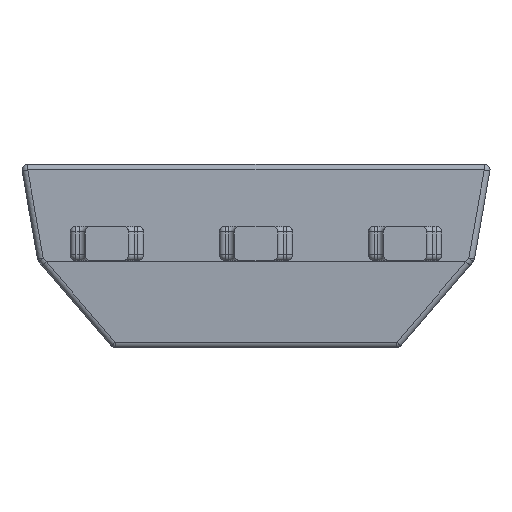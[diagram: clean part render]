
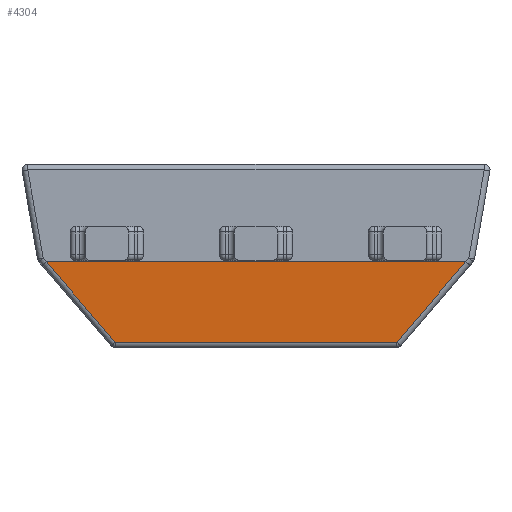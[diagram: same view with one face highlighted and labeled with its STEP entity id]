
A CAD part, front view. The second image highlights one B-rep face of the part: STEP entity #4304.
In plain terms, the highlighted planar face has unit normal (0, -0.999, -0.052).
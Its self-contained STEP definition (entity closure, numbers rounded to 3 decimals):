
#8 = EDGE_CURVE ( 'NONE', #2242, #9068, #1791, .T. ) ;
#119 = DIRECTION ( 'NONE',  ( 0.651, -0.04, 0.758 ) ) ;
#186 = ORIENTED_EDGE ( 'NONE', *, *, #8, .T. ) ;
#249 = CARTESIAN_POINT ( 'NONE',  ( -1.828, 0., -0.85 ) ) ;
#684 = CARTESIAN_POINT ( 'NONE',  ( -1.829, 0., -0.851 ) ) ;
#751 = LINE ( 'NONE', #4169, #8067 ) ;
#1004 = EDGE_LOOP ( 'NONE', ( #5726, #6767, #2139, #5688, #186, #1377 ) ) ;
#1234 = CARTESIAN_POINT ( 'NONE',  ( 1.829, 0., -0.851 ) ) ;
#1377 = ORIENTED_EDGE ( 'NONE', *, *, #3141, .T. ) ;
#1480 = EDGE_CURVE ( 'NONE', #7003, #4180, #3748, .T. ) ;
#1540 = CARTESIAN_POINT ( 'NONE',  ( 1.827, 0., -0.85 ) ) ;
#1682 = CARTESIAN_POINT ( 'NONE',  ( -1.829, 0., -0.851 ) ) ;
#1791 = LINE ( 'NONE', #7203, #9102 ) ;
#1834 =( BOUNDED_CURVE ( )  B_SPLINE_CURVE ( 3, ( #4504, #249, #5945, #1682 ),
 .UNSPECIFIED., .F., .F. ) 
 B_SPLINE_CURVE_WITH_KNOTS ( ( 4, 4 ),
 ( 6.249, 6.283 ),
 .UNSPECIFIED. ) 
 CURVE ( )  GEOMETRIC_REPRESENTATION_ITEM ( )  RATIONAL_B_SPLINE_CURVE ( ( 1., 1., 1., 1. ) ) 
 REPRESENTATION_ITEM ( '' )  );
#2132 = DIRECTION ( 'NONE',  ( 0.651, 0.04, -0.758 ) ) ;
#2139 = ORIENTED_EDGE ( 'NONE', *, *, #3723, .F. ) ;
#2242 = VERTEX_POINT ( 'NONE', #684 ) ;
#2533 = LINE ( 'NONE', #3690, #6318 ) ;
#2843 = CARTESIAN_POINT ( 'NONE',  ( -1.827, 0., -0.85 ) ) ;
#3117 = CARTESIAN_POINT ( 'NONE',  ( 1.25, 0.039, -1.6 ) ) ;
#3141 = EDGE_CURVE ( 'NONE', #9068, #3919, #2533, .T. ) ;
#3266 = CARTESIAN_POINT ( 'NONE',  ( 1.829, 0., -0.851 ) ) ;
#3690 = CARTESIAN_POINT ( 'NONE',  ( 1.25, 0.037, -1.553 ) ) ;
#3715 = AXIS2_PLACEMENT_3D ( 'NONE', #3117, #8087, #3826 ) ;
#3723 = EDGE_CURVE ( 'NONE', #8411, #4180, #5181, .T. ) ;
#3748 =( BOUNDED_CURVE ( )  B_SPLINE_CURVE ( 3, ( #1234, #4759, #8999, #6200 ),
 .UNSPECIFIED., .F., .T. ) 
 B_SPLINE_CURVE_WITH_KNOTS ( ( 4, 4 ),
 ( 3.142, 3.176 ),
 .UNSPECIFIED. ) 
 CURVE ( )  GEOMETRIC_REPRESENTATION_ITEM ( )  RATIONAL_B_SPLINE_CURVE ( ( 1., 1., 1., 1. ) ) 
 REPRESENTATION_ITEM ( '' )  );
#3826 = DIRECTION ( 'NONE',  ( 0., -0.052, 0.999 ) ) ;
#3919 = VERTEX_POINT ( 'NONE', #8235 ) ;
#4169 = CARTESIAN_POINT ( 'NONE',  ( 1.857, -0.002, -0.819 ) ) ;
#4180 = VERTEX_POINT ( 'NONE', #1540 ) ;
#4304 = ADVANCED_FACE ( 'NONE', ( #5703 ), #8751, .F. ) ;
#4504 = CARTESIAN_POINT ( 'NONE',  ( -1.827, 0., -0.85 ) ) ;
#4577 = DIRECTION ( 'NONE',  ( 1., 0., 0. ) ) ;
#4759 = CARTESIAN_POINT ( 'NONE',  ( 1.829, 0., -0.85 ) ) ;
#5101 = EDGE_CURVE ( 'NONE', #8411, #2242, #1834, .T. ) ;
#5181 = LINE ( 'NONE', #8097, #7067 ) ;
#5688 = ORIENTED_EDGE ( 'NONE', *, *, #5101, .T. ) ;
#5703 = FACE_OUTER_BOUND ( 'NONE', #1004, .T. ) ;
#5726 = ORIENTED_EDGE ( 'NONE', *, *, #8466, .T. ) ;
#5945 = CARTESIAN_POINT ( 'NONE',  ( -1.829, 0., -0.85 ) ) ;
#6200 = CARTESIAN_POINT ( 'NONE',  ( 1.827, 0., -0.85 ) ) ;
#6318 = VECTOR ( 'NONE', #6488, 1000. ) ;
#6488 = DIRECTION ( 'NONE',  ( 1., 0., 0. ) ) ;
#6767 = ORIENTED_EDGE ( 'NONE', *, *, #1480, .T. ) ;
#7003 = VERTEX_POINT ( 'NONE', #3266 ) ;
#7067 = VECTOR ( 'NONE', #4577, 1000. ) ;
#7203 = CARTESIAN_POINT ( 'NONE',  ( -1.213, 0.038, -1.569 ) ) ;
#7205 = CARTESIAN_POINT ( 'NONE',  ( -1.227, 0.037, -1.553 ) ) ;
#8067 = VECTOR ( 'NONE', #119, 1000. ) ;
#8087 = DIRECTION ( 'NONE',  ( 0., 0.999, 0.052 ) ) ;
#8097 = CARTESIAN_POINT ( 'NONE',  ( -1.768, 0., -0.85 ) ) ;
#8235 = CARTESIAN_POINT ( 'NONE',  ( 1.227, 0.037, -1.553 ) ) ;
#8411 = VERTEX_POINT ( 'NONE', #2843 ) ;
#8466 = EDGE_CURVE ( 'NONE', #3919, #7003, #751, .T. ) ;
#8751 = PLANE ( 'NONE',  #3715 ) ;
#8999 = CARTESIAN_POINT ( 'NONE',  ( 1.828, 0., -0.85 ) ) ;
#9068 = VERTEX_POINT ( 'NONE', #7205 ) ;
#9102 = VECTOR ( 'NONE', #2132, 1000. ) ;
